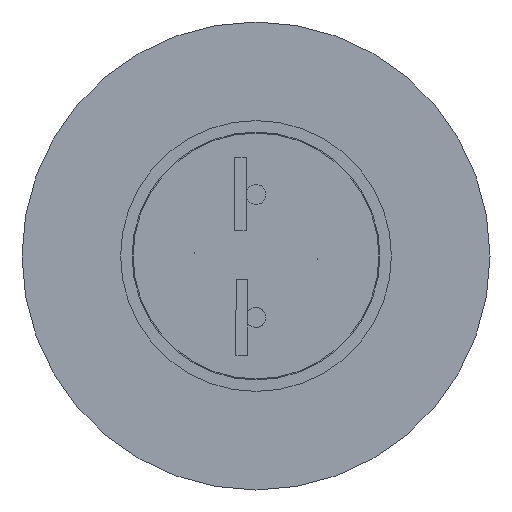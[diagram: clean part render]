
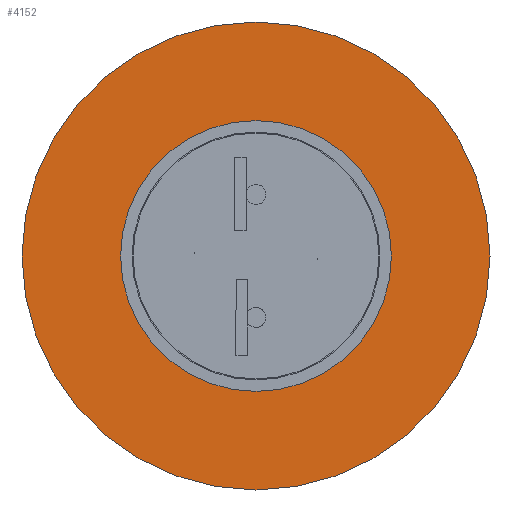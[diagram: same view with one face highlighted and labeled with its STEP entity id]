
A CAD part, front view. The second image highlights one B-rep face of the part: STEP entity #4152.
In plain terms, the highlighted planar face has unit normal (0, -1, 0).
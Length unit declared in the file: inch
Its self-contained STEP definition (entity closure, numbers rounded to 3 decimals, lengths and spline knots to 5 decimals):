
#159 = DIRECTION ( 'NONE',  ( 0., 0., 1. ) ) ;
#161 = DIRECTION ( 'NONE',  ( 0., -1., 0. ) ) ;
#162 = CARTESIAN_POINT ( 'NONE',  ( 0., -0.9, 0. ) ) ;
#302 = DIRECTION ( 'NONE',  ( 0., 0., 1. ) ) ;
#304 = DIRECTION ( 'NONE',  ( 0., -1., 0. ) ) ;
#305 = CARTESIAN_POINT ( 'NONE',  ( 0., -0.9, 0. ) ) ;
#626 = DIRECTION ( 'NONE',  ( 0., 0., 1. ) ) ;
#629 = DIRECTION ( 'NONE',  ( 0., -1., 0. ) ) ;
#630 = CARTESIAN_POINT ( 'NONE',  ( 0., -0.9, 0. ) ) ;
#817 = CARTESIAN_POINT ( 'NONE',  ( 0., -0.9, 0.59 ) ) ;
#950 = VERTEX_POINT ( 'NONE', #3502 ) ;
#964 = VERTEX_POINT ( 'NONE', #3482 ) ;
#970 = VERTEX_POINT ( 'NONE', #3473 ) ;
#1659 = EDGE_LOOP ( 'NONE', ( #1778, #1779 ) ) ;
#1670 = EDGE_LOOP ( 'NONE', ( #1780, #1781 ) ) ;
#1778 = ORIENTED_EDGE ( 'NONE', *, *, #3899, .F. ) ;
#1779 = ORIENTED_EDGE ( 'NONE', *, *, #3936, .F. ) ;
#1780 = ORIENTED_EDGE ( 'NONE', *, *, #4064, .T. ) ;
#1781 = ORIENTED_EDGE ( 'NONE', *, *, #3800, .T. ) ;
#2098 = CARTESIAN_POINT ( 'NONE',  ( -0.59, -0.9, 0. ) ) ;
#2102 = FACE_BOUND ( 'NONE', #1659, .T. ) ;
#2103 = FACE_OUTER_BOUND ( 'NONE', #1670, .T. ) ;
#2104 = PLANE ( 'NONE',  #2670 ) ;
#2106 = DIRECTION ( 'NONE',  ( 0., 1., 0. ) ) ;
#2107 = DIRECTION ( 'NONE',  ( 0., 0., -1. ) ) ;
#2523 = AXIS2_PLACEMENT_3D ( 'NONE', #4623, #4624, #4625 ) ;
#2670 = AXIS2_PLACEMENT_3D ( 'NONE', #2098, #2106, #2107 ) ;
#2758 = CIRCLE ( 'NONE', #2523, 0.59 ) ;
#2892 = AXIS2_PLACEMENT_3D ( 'NONE', #162, #161, #159 ) ;
#2895 = CIRCLE ( 'NONE', #2892, 0.3415 ) ;
#2940 = AXIS2_PLACEMENT_3D ( 'NONE', #305, #304, #302 ) ;
#2943 = CIRCLE ( 'NONE', #2940, 0.3415 ) ;
#3028 = CIRCLE ( 'NONE', #3143, 0.59 ) ;
#3143 = AXIS2_PLACEMENT_3D ( 'NONE', #630, #629, #626 ) ;
#3392 = VERTEX_POINT ( 'NONE', #817 ) ;
#3473 = CARTESIAN_POINT ( 'NONE',  ( 0., -0.9, -0.59 ) ) ;
#3482 = CARTESIAN_POINT ( 'NONE',  ( 0., -0.9, -0.3415 ) ) ;
#3502 = CARTESIAN_POINT ( 'NONE',  ( 0., -0.9, 0.3415 ) ) ;
#3800 = EDGE_CURVE ( 'NONE', #970, #3392, #3028, .T. ) ;
#3899 = EDGE_CURVE ( 'NONE', #950, #964, #2943, .T. ) ;
#3936 = EDGE_CURVE ( 'NONE', #964, #950, #2895, .T. ) ;
#4064 = EDGE_CURVE ( 'NONE', #3392, #970, #2758, .T. ) ;
#4152 = ADVANCED_FACE ( 'NONE', ( #2102, #2103 ), #2104, .F. ) ;
#4623 = CARTESIAN_POINT ( 'NONE',  ( 0., -0.9, 0. ) ) ;
#4624 = DIRECTION ( 'NONE',  ( 0., -1., 0. ) ) ;
#4625 = DIRECTION ( 'NONE',  ( 0., 0., 1. ) ) ;
